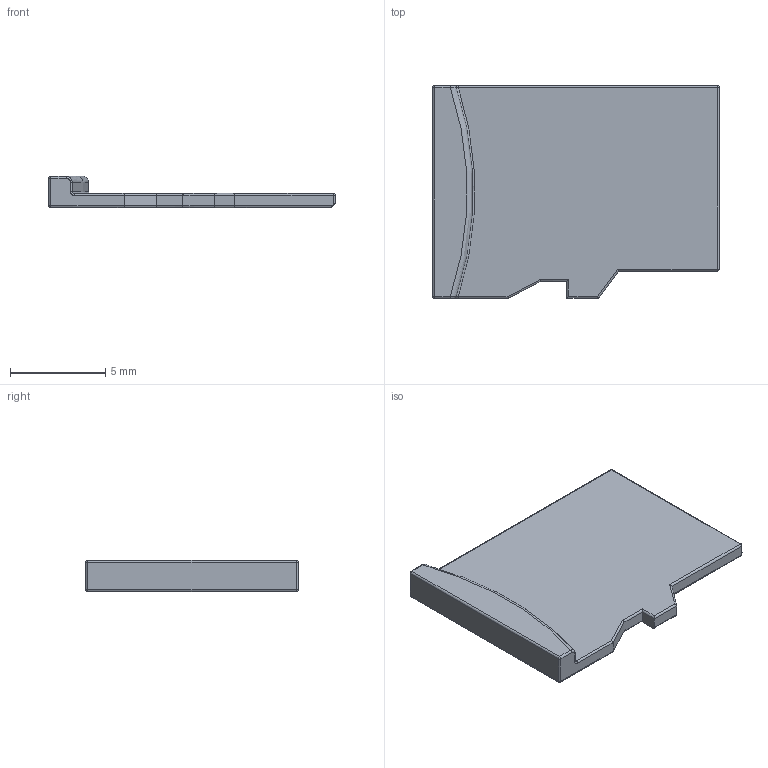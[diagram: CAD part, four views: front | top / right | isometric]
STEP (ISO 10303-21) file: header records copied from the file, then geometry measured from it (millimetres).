
FILE_DESCRIPTION(/* description */ (''),/* implementation_level */ '2;1');
FILE_NAME(/* name */ 'Sandisk-64gb.step',/* time_stamp */ '2024-09-27T17:43:16+02:00',/* author */ (''),/* organization */ (''),/* preprocessor_version */ 'ST-DEVELOPER v20',/* originating_system */ 'Autodesk Translation Framework v13.20.0.188',/* authorisation */ '');
FILE_SCHEMA (('AUTOMOTIVE_DESIGN { 1 0 10303 214 3 1 1 }'));
Length unit declared in the file: millimetre
Products named in the file (1): MicroSD
Bounding box: 15.06 x 11.18 x 1.65 mm (x, y, z)
Volume: 135.8 mm3; surface area: 372.3 mm2
Topology: 1 solids, 1 shells, 97 faces, 223 edges, 136 vertices
Faces by surface type: plane 58, cylinder 27, sphere 6, bspline 4, torus 2
Entity records: 2944 total; most frequent: CARTESIAN_POINT 592, DIRECTION 449, ORIENTED_EDGE 446, EDGE_CURVE 223, LINE 169, VECTOR 169, AXIS2_PLACEMENT_3D 140, VERTEX_POINT 136
